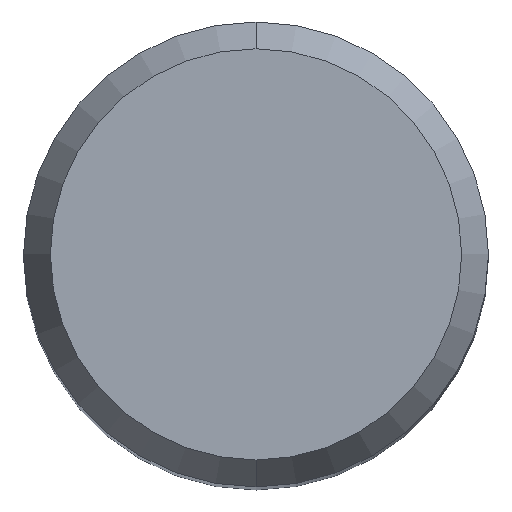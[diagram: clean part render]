
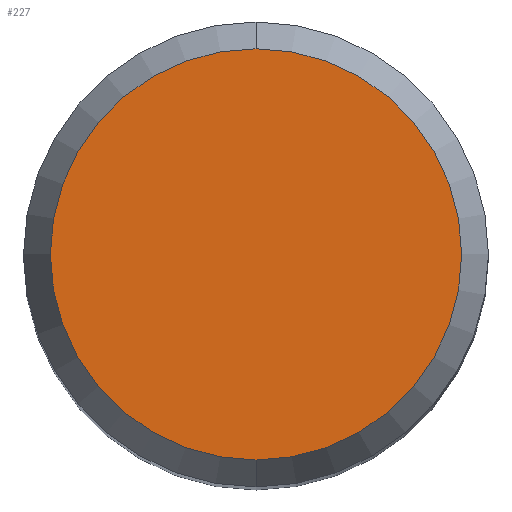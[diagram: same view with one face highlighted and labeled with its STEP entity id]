
A CAD part, top view. The second image highlights one B-rep face of the part: STEP entity #227.
In plain terms, the highlighted planar face has unit normal (0, 0, 1).
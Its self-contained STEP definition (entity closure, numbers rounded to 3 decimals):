
#185=VERTEX_POINT('',#479);
#197=EDGE_CURVE('',#185,#267,#492,.T.);
#227=ADVANCED_FACE('',(#526),#527,.T.);
#267=VERTEX_POINT('',#569);
#293=EDGE_CURVE('',#267,#185,#596,.T.);
#479=CARTESIAN_POINT('',(0.0,4.423,0.0));
#492=CIRCLE('',#836,4.423);
#526=FACE_OUTER_BOUND('',#922,.T.);
#527=PLANE('',#923);
#569=CARTESIAN_POINT('',(0.,-4.423,0.0));
#596=CIRCLE('',#1089,4.423);
#836=AXIS2_PLACEMENT_3D('',#1448,#1449,#1450);
#922=EDGE_LOOP('',(#1503,#1504));
#923=AXIS2_PLACEMENT_3D('',#1505,#1506,#1507);
#1089=AXIS2_PLACEMENT_3D('',#1550,#1551,#1552);
#1448=CARTESIAN_POINT('',(0.0,0.0,0.0));
#1449=DIRECTION('',(0.0,0.0,-1.0));
#1450=DIRECTION('',(0.0,1.0,0.0));
#1503=ORIENTED_EDGE('',*,*,#197,.F.);
#1504=ORIENTED_EDGE('',*,*,#293,.F.);
#1505=CARTESIAN_POINT('',(0.0,2.211,0.0));
#1506=DIRECTION('',(-0.0,0.0,1.0));
#1507=DIRECTION('',(0.0,-1.0,0.0));
#1550=CARTESIAN_POINT('',(0.0,0.0,0.0));
#1551=DIRECTION('',(0.0,0.0,-1.0));
#1552=DIRECTION('',(0.0,1.0,0.0));
